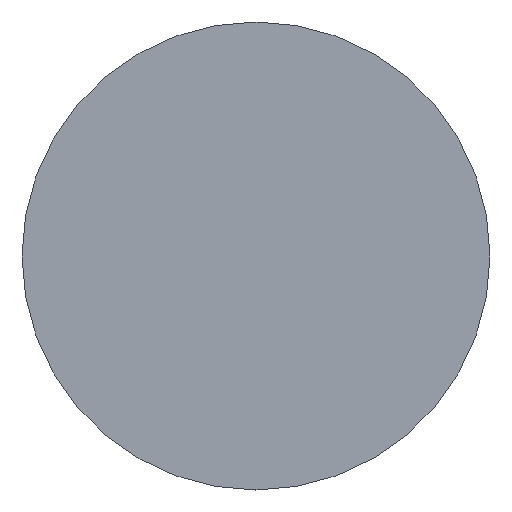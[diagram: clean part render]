
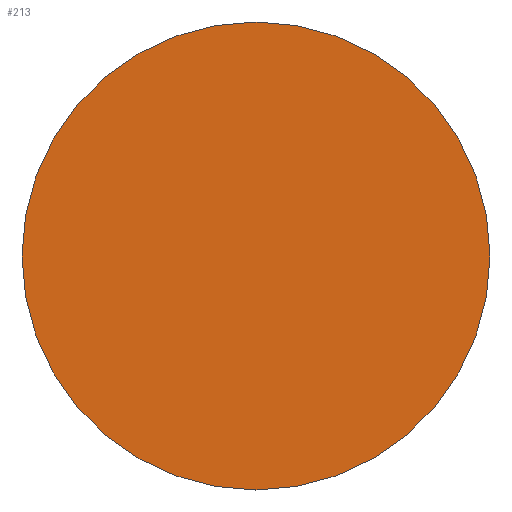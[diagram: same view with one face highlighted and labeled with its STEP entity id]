
A CAD part, front view. The second image highlights one B-rep face of the part: STEP entity #213.
In plain terms, the highlighted planar face has unit normal (0, -1, 0).
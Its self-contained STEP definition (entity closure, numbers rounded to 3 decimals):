
#18 = PLANE ( 'NONE',  #77 ) ;
#32 = ORIENTED_EDGE ( 'NONE', *, *, #294, .T. ) ;
#45 = AXIS2_PLACEMENT_3D ( 'NONE', #231, #111, #160 ) ;
#77 = AXIS2_PLACEMENT_3D ( 'NONE', #132, #203, #176 ) ;
#78 = CARTESIAN_POINT ( 'NONE',  ( 0., -10., 0. ) ) ;
#103 = DIRECTION ( 'NONE',  ( 0., 0., -1. ) ) ;
#111 = DIRECTION ( 'NONE',  ( 0., -1., 0. ) ) ;
#132 = CARTESIAN_POINT ( 'NONE',  ( 0., -10., 0. ) ) ;
#140 = EDGE_CURVE ( 'NONE', #163, #265, #157, .T. ) ;
#144 = ORIENTED_EDGE ( 'NONE', *, *, #140, .T. ) ;
#145 = AXIS2_PLACEMENT_3D ( 'NONE', #78, #180, #103 ) ;
#157 = CIRCLE ( 'NONE', #145, 5. ) ;
#160 = DIRECTION ( 'NONE',  ( 0., 0., -1. ) ) ;
#163 = VERTEX_POINT ( 'NONE', #249 ) ;
#176 = DIRECTION ( 'NONE',  ( 0., 0., -1. ) ) ;
#180 = DIRECTION ( 'NONE',  ( 0., -1., 0. ) ) ;
#203 = DIRECTION ( 'NONE',  ( 0., -1., 0. ) ) ;
#212 = EDGE_LOOP ( 'NONE', ( #32, #144 ) ) ;
#213 = ADVANCED_FACE ( 'NONE', ( #263 ), #18, .T. ) ;
#231 = CARTESIAN_POINT ( 'NONE',  ( 0., -10., 0. ) ) ;
#248 = CARTESIAN_POINT ( 'NONE',  ( 0., -10., 5. ) ) ;
#249 = CARTESIAN_POINT ( 'NONE',  ( 0., -10., -5. ) ) ;
#250 = CIRCLE ( 'NONE', #45, 5. ) ;
#263 = FACE_OUTER_BOUND ( 'NONE', #212, .T. ) ;
#265 = VERTEX_POINT ( 'NONE', #248 ) ;
#294 = EDGE_CURVE ( 'NONE', #265, #163, #250, .T. ) ;
